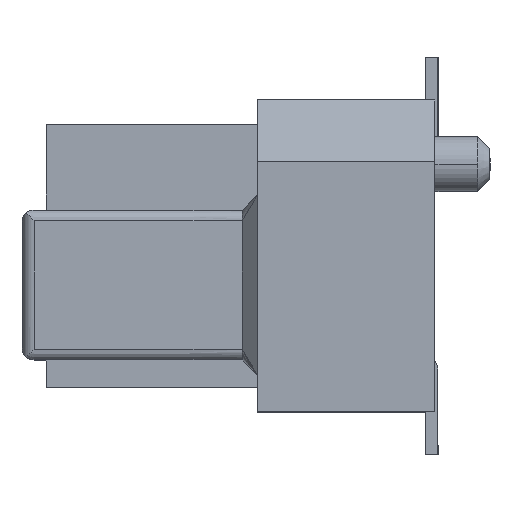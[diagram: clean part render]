
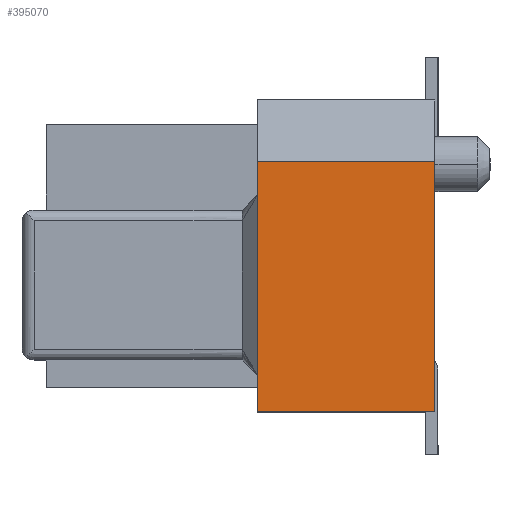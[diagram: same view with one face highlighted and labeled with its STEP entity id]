
A CAD part, left-side view. The second image highlights one B-rep face of the part: STEP entity #395070.
In plain terms, the highlighted planar face has unit normal (-1, 0, 0).
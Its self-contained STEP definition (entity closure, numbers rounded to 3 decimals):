
#53050=CARTESIAN_POINT('',(6.,4.9,1.55));
#53060=VERTEX_POINT('',#53050);
#53090=CARTESIAN_POINT('',(6.,4.9,0.));
#53100=DIRECTION('',(0.,0.,-1.));
#53110=VECTOR('',#53100,1.);
#53120=LINE('',#53090,#53110);
#53130=CARTESIAN_POINT('',(6.,4.9,-2.55));
#53140=VERTEX_POINT('',#53130);
#53150=EDGE_CURVE('',#53060,#53140,#53120,.T.);
#193040=CARTESIAN_POINT('',(6.,2.,1.55));
#193050=VERTEX_POINT('',#193040);
#193190=CARTESIAN_POINT('',(6.,2.,-2.55));
#193200=VERTEX_POINT('',#193190);
#193230=CARTESIAN_POINT('',(6.,2.,0.));
#193240=DIRECTION('',(0.,0.,-1.));
#193250=VECTOR('',#193240,1.);
#193260=LINE('',#193230,#193250);
#193270=EDGE_CURVE('',#193050,#193200,#193260,.T.);
#394800=CARTESIAN_POINT('',(6.,0.,-2.55));
#394810=DIRECTION('',(0.,1.,0.));
#394820=VECTOR('',#394810,1.);
#394830=LINE('',#394800,#394820);
#394840=EDGE_CURVE('',#193200,#53140,#394830,.T.);
#394910=CARTESIAN_POINT('',(6.,4.45,-0.5));
#394920=DIRECTION('',(-1.,0.,0.));
#394930=DIRECTION('',(0.,1.,0.));
#394940=AXIS2_PLACEMENT_3D('',#394910,#394920,#394930);
#394950=PLANE('',#394940);
#394960=ORIENTED_EDGE('',*,*,#193270,.F.);
#394970=ORIENTED_EDGE('',*,*,#394840,.F.);
#394980=ORIENTED_EDGE('',*,*,#53150,.T.);
#394990=CARTESIAN_POINT('',(6.,2.,1.55));
#395000=DIRECTION('',(0.,1.,0.));
#395010=VECTOR('',#395000,1.);
#395020=LINE('',#394990,#395010);
#395030=EDGE_CURVE('',#193050,#53060,#395020,.T.);
#395040=ORIENTED_EDGE('',*,*,#395030,.T.);
#395050=EDGE_LOOP('',(#395040,#394980,#394970,#394960));
#395060=FACE_OUTER_BOUND('',#395050,.T.);
#395070=ADVANCED_FACE('',(#395060),#394950,.T.);
